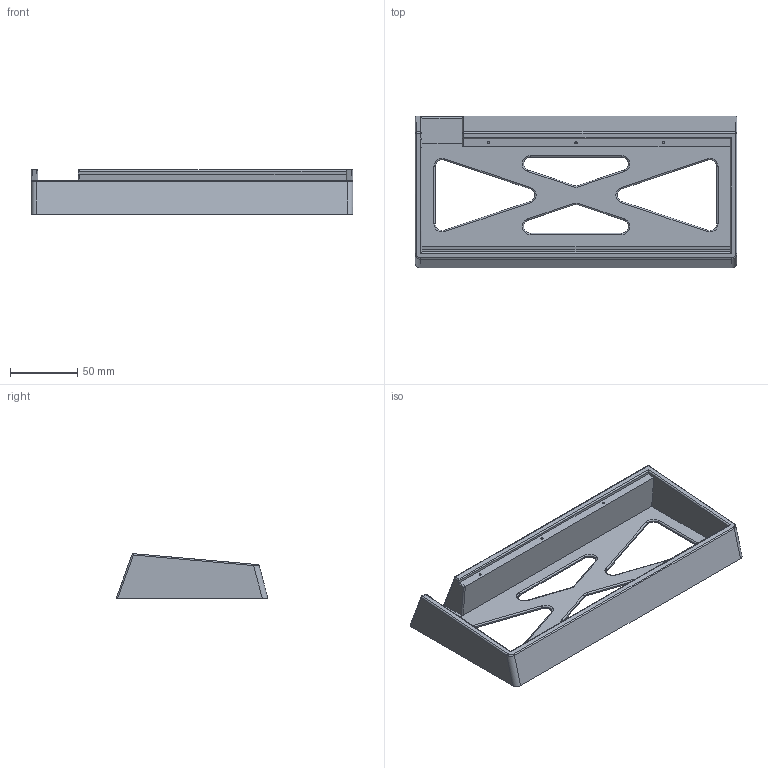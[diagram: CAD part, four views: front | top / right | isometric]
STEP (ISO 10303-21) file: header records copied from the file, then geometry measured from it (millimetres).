
FILE_DESCRIPTION(('FreeCAD Model'),'2;1');
FILE_NAME('Open CASCADE Shape Model','2023-09-18T17:23:25',(''),(''), 'Open CASCADE STEP processor 7.6','FreeCAD','Unknown');
FILE_SCHEMA(('AUTOMOTIVE_DESIGN { 1 0 10303 214 1 1 1 1 }'));
Length unit declared in the file: millimetre
Products named in the file (1): Body
Bounding box: 239 x 112.73 x 33.15 mm (x, y, z)
Volume: 215137.7 mm3; surface area: 73093.5 mm2
Topology: 1 solids, 1 shells, 97 faces, 243 edges, 144 vertices
Faces by surface type: cylinder 48, plane 31, torus 12, sphere 4, bspline 2
Full cylindrical faces by diameter (mm): 1.6 x3
Entity records: 6276 total; most frequent: CARTESIAN_POINT 1376, DIRECTION 952, LINE 544, VECTOR 544, ORIENTED_EDGE 478, PCURVE 478, DEFINITIONAL_REPRESENTATION 478, EDGE_CURVE 239
